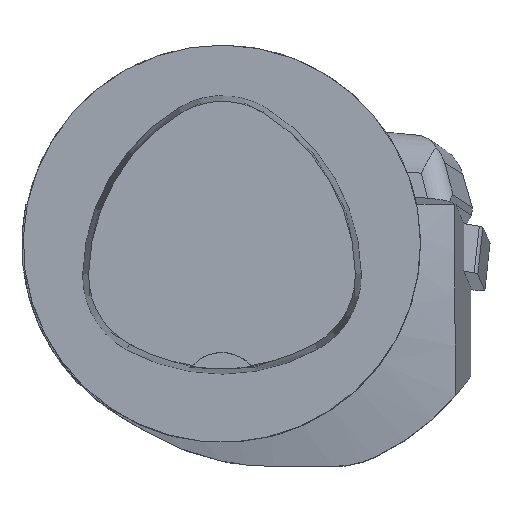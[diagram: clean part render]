
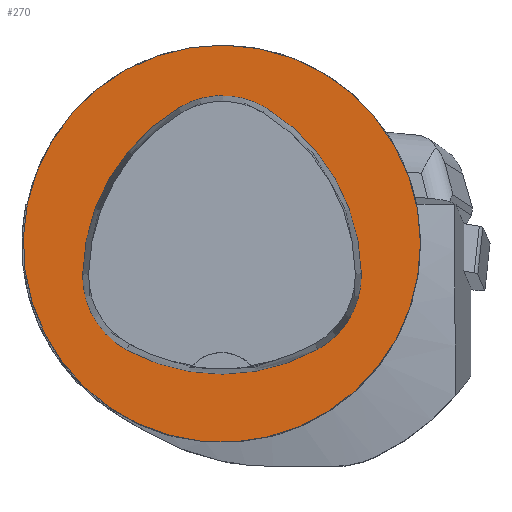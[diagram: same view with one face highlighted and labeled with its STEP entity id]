
A CAD part, top view. The second image highlights one B-rep face of the part: STEP entity #270.
In plain terms, the highlighted planar face has unit normal (0, 0, 1).
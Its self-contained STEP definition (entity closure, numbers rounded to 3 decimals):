
#270=ADVANCED_FACE('',(#674,#675),#344,.T.);
#344=PLANE('',#1839);
#674=FACE_BOUND('',#717,.T.);
#675=FACE_BOUND('',#718,.T.);
#717=EDGE_LOOP('',(#962,#963,#964,#965,#966,#967));
#718=EDGE_LOOP('',(#968));
#962=ORIENTED_EDGE('',*,*,#1525,.F.);
#963=ORIENTED_EDGE('',*,*,#1520,.F.);
#964=ORIENTED_EDGE('',*,*,#1515,.F.);
#965=ORIENTED_EDGE('',*,*,#1512,.F.);
#966=ORIENTED_EDGE('',*,*,#1509,.F.);
#967=ORIENTED_EDGE('',*,*,#1505,.F.);
#968=ORIENTED_EDGE('',*,*,#1476,.T.);
#1305=VERTEX_POINT('',#2638);
#1332=VERTEX_POINT('',#2737);
#1333=VERTEX_POINT('',#2738);
#1336=VERTEX_POINT('',#2746);
#1338=VERTEX_POINT('',#2752);
#1340=VERTEX_POINT('',#2758);
#1344=VERTEX_POINT('',#2771);
#1476=EDGE_CURVE('',#1305,#1305,#1646,.T.);
#1505=EDGE_CURVE('',#1332,#1333,#1649,.T.);
#1509=EDGE_CURVE('',#1333,#1336,#1651,.T.);
#1512=EDGE_CURVE('',#1336,#1338,#1653,.T.);
#1515=EDGE_CURVE('',#1338,#1340,#1655,.T.);
#1520=EDGE_CURVE('',#1340,#1344,#1658,.T.);
#1525=EDGE_CURVE('',#1344,#1332,#1661,.T.);
#1646=CIRCLE('',#1803,20.);
#1649=CIRCLE('',#1817,20.);
#1651=CIRCLE('',#1820,8.5);
#1653=CIRCLE('',#1823,20.);
#1655=CIRCLE('',#1826,8.5);
#1658=CIRCLE('',#1830,20.);
#1661=CIRCLE('',#1834,8.5);
#1803=AXIS2_PLACEMENT_3D('',#2637,#2075,#2076);
#1817=AXIS2_PLACEMENT_3D('',#2736,#2111,#2112);
#1820=AXIS2_PLACEMENT_3D('',#2745,#2119,#2120);
#1823=AXIS2_PLACEMENT_3D('',#2751,#2126,#2127);
#1826=AXIS2_PLACEMENT_3D('',#2757,#2133,#2134);
#1830=AXIS2_PLACEMENT_3D('',#2770,#2142,#2143);
#1834=AXIS2_PLACEMENT_3D('',#2783,#2151,#2152);
#1839=AXIS2_PLACEMENT_3D('',#2788,#2161,#2162);
#2075=DIRECTION('',(0.,0.,1.));
#2076=DIRECTION('',(1.,0.,0.));
#2111=DIRECTION('',(0.,0.,1.));
#2112=DIRECTION('',(1.,0.,0.));
#2119=DIRECTION('',(0.,0.,1.));
#2120=DIRECTION('',(1.,0.,0.));
#2126=DIRECTION('',(0.,0.,1.));
#2127=DIRECTION('',(1.,0.,0.));
#2133=DIRECTION('',(0.,0.,1.));
#2134=DIRECTION('',(1.,0.,0.));
#2142=DIRECTION('',(0.,0.,1.));
#2143=DIRECTION('',(1.,0.,0.));
#2151=DIRECTION('',(0.,0.,1.));
#2152=DIRECTION('',(1.,0.,0.));
#2161=DIRECTION('',(0.,0.,1.));
#2162=DIRECTION('',(-1.,0.,0.));
#2637=CARTESIAN_POINT('',(0.,0.,0.));
#2638=CARTESIAN_POINT('',(20.,0.,0.));
#2736=CARTESIAN_POINT('',(-5.955,-3.414,0.));
#2737=CARTESIAN_POINT('',(14.041,-3.042,0.));
#2738=CARTESIAN_POINT('',(4.472,13.653,0.));
#2745=CARTESIAN_POINT('',(0.04,6.4,0.));
#2746=CARTESIAN_POINT('',(-4.347,13.68,0.));
#2751=CARTESIAN_POINT('',(5.976,-3.45,0.));
#2752=CARTESIAN_POINT('',(-14.021,-3.075,0.));
#2757=CARTESIAN_POINT('',(-5.522,-3.235,0.));
#2758=CARTESIAN_POINT('',(-9.588,-10.699,0.));
#2770=CARTESIAN_POINT('',(-0.022,6.864,0.));
#2771=CARTESIAN_POINT('',(9.655,-10.639,0.));
#2783=CARTESIAN_POINT('',(5.543,-3.2,0.));
#2788=CARTESIAN_POINT('',(0.,0.,0.));
